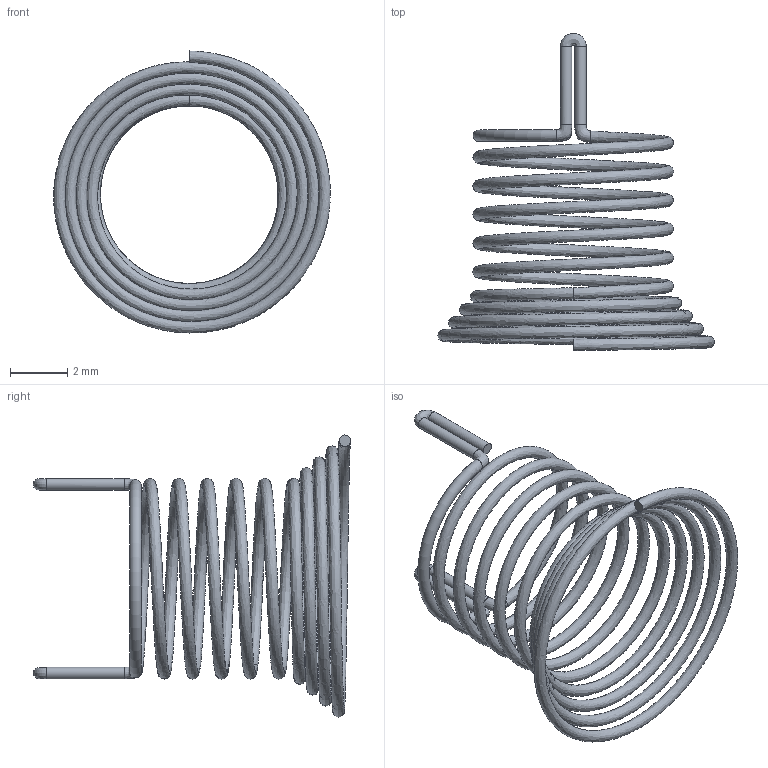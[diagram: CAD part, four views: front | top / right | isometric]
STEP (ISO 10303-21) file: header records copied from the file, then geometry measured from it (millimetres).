
FILE_DESCRIPTION (( 'STEP AP203' ), '1' );
FILE_NAME ('03µ¯»ÉF7-8-0.4.STEP', '2024-11-13T09:27:44', ( 'admin' ), ( 'HP' ), 'SwSTEP 2.0', 'SolidWorks 2014', '' );
FILE_SCHEMA (( 'CONFIG_CONTROL_DESIGN' ));
Length unit declared in the file: millimetre
Products named in the file (2): 03粟銅F7-8-0.4
Bounding box: 9.64 x 11.06 x 9.83 mm (x, y, z)
Volume: 30 mm3; surface area: 300.9 mm2
Topology: 1 solids, 1 shells, 14 faces, 46 edges, 36 vertices
Faces by surface type: bspline 7, cylinder 4, plane 2, torus 1
Full cylindrical faces by diameter (mm): 0.4 x4
Entity records: 2776 total; most frequent: CARTESIAN_POINT 2358, ORIENTED_EDGE 52, DIRECTION 34, VERTEX_POINT 26, FACE_OUTER_BOUND 26, EDGE_CURVE 26, EDGE_LOOP 26, B_SPLINE_CURVE_WITH_KNOTS 20
